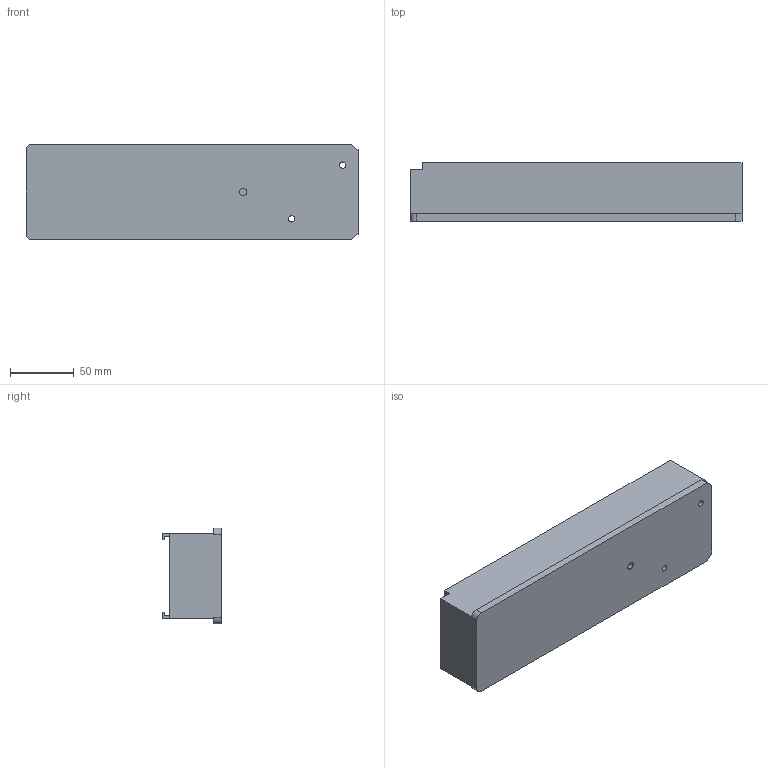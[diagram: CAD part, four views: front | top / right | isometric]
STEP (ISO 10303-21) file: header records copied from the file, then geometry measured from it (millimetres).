
FILE_DESCRIPTION (( 'STEP AP203' ), '1' );
FILE_NAME ('Pinning Station Pin Storage_Default_sldprt.STEP', '2023-10-19T05:34:58', ( '' ), ( '' ), 'SwSTEP 2.0', 'SolidWorks 2023', '' );
FILE_SCHEMA (( 'CONFIG_CONTROL_DESIGN' ));
Length unit declared in the file: millimetre
Products named in the file (1): Pinning Station Pin Storage_Default_sldprt
Bounding box: 260 x 46 x 75 mm (x, y, z)
Volume: 620818.3 mm3; surface area: 102621.3 mm2
Topology: 1 solids, 1 shells, 57 faces, 148 edges, 94 vertices
Faces by surface type: plane 49, cylinder 8
Entity records: 1795 total; most frequent: CARTESIAN_POINT 300, ORIENTED_EDGE 296, DIRECTION 284, EDGE_CURVE 148, VECTOR 128, LINE 128, VERTEX_POINT 94, AXIS2_PLACEMENT_3D 78
